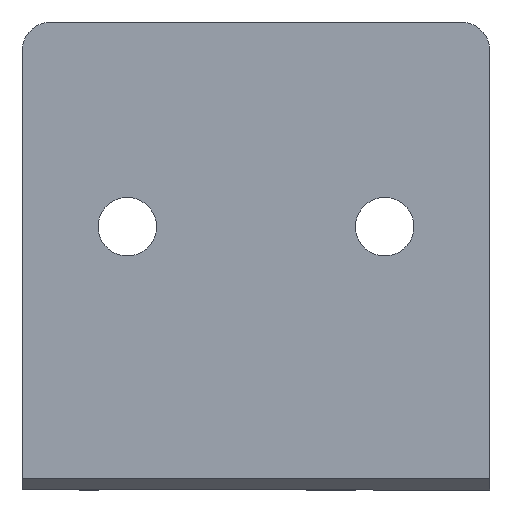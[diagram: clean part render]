
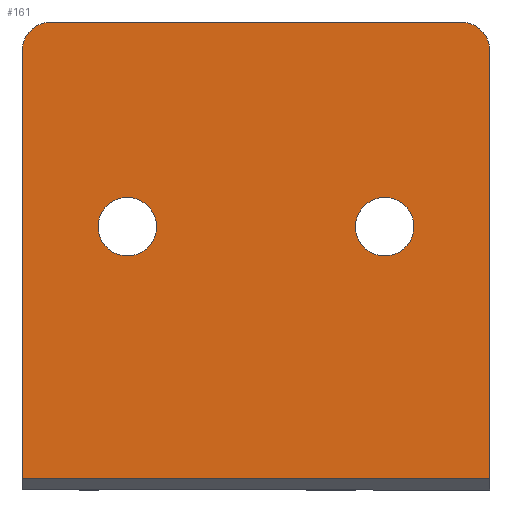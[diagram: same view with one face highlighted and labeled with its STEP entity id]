
A CAD part, front view. The second image highlights one B-rep face of the part: STEP entity #161.
In plain terms, the highlighted planar face has unit normal (0, -1, 0).
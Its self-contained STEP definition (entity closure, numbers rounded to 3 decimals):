
#161=ADVANCED_FACE('',(#697,#699,#701),#703,.T.);
#697=FACE_BOUND('',#698,.T.);
#698=EDGE_LOOP('',(#1387,#1388,#1389,#1390,#1391,#1392));
#699=FACE_BOUND('',#700,.T.);
#700=EDGE_LOOP('',(#1393));
#701=FACE_BOUND('',#702,.T.);
#702=EDGE_LOOP('',(#1394));
#703=PLANE('',#704);
#704=AXIS2_PLACEMENT_3D('',#705,#706,#707);
#705=CARTESIAN_POINT('',(0.,0.,40.));
#706=DIRECTION('',(0.,-1.,0.));
#707=DIRECTION('',(0.,0.,-1.));
#1387=ORIENTED_EDGE('',*,*,#1630,.F.);
#1388=ORIENTED_EDGE('',*,*,#1620,.T.);
#1389=ORIENTED_EDGE('',*,*,#1631,.T.);
#1390=ORIENTED_EDGE('',*,*,#1611,.F.);
#1391=ORIENTED_EDGE('',*,*,#1632,.F.);
#1392=ORIENTED_EDGE('',*,*,#1633,.F.);
#1393=ORIENTED_EDGE('',*,*,#1634,.T.);
#1394=ORIENTED_EDGE('',*,*,#1635,.T.);
#1611=EDGE_CURVE('',#1778,#1780,#1781,.T.);
#1620=EDGE_CURVE('',#1795,#1793,#1796,.T.);
#1630=EDGE_CURVE('',#1795,#1814,#1815,.F.);
#1631=EDGE_CURVE('',#1793,#1780,#1816,.T.);
#1632=EDGE_CURVE('',#1817,#1778,#1818,.F.);
#1633=EDGE_CURVE('',#1814,#1817,#1819,.T.);
#1634=EDGE_CURVE('',#1820,#1820,#1821,.T.);
#1635=EDGE_CURVE('',#1822,#1822,#1823,.T.);
#1778=VERTEX_POINT('',#2078);
#1780=VERTEX_POINT('',#2082);
#1781=LINE('',#2083,#2084);
#1793=VERTEX_POINT('',#2111);
#1795=VERTEX_POINT('',#2115);
#1796=LINE('',#2116,#2117);
#1814=VERTEX_POINT('',#2156);
#1815=CIRCLE('',#2157,2.5);
#1816=LINE('',#2161,#2162);
#1817=VERTEX_POINT('',#2164);
#1818=CIRCLE('',#2165,2.5);
#1819=LINE('',#2169,#2170);
#1820=VERTEX_POINT('',#2172);
#1821=CIRCLE('',#2173,2.5);
#1822=VERTEX_POINT('',#2177);
#1823=CIRCLE('',#2178,2.5);
#2078=CARTESIAN_POINT('',(40.,0.,37.5));
#2082=CARTESIAN_POINT('',(40.,0.,1.));
#2083=CARTESIAN_POINT('',(40.,0.,37.5));
#2084=VECTOR('',#2085,1.);
#2085=DIRECTION('',(0.,0.,-1.));
#2111=CARTESIAN_POINT('',(0.,0.,1.));
#2115=CARTESIAN_POINT('',(0.,0.,37.5));
#2116=CARTESIAN_POINT('',(0.,0.,37.5));
#2117=VECTOR('',#2118,1.);
#2118=DIRECTION('',(0.,0.,-1.));
#2156=CARTESIAN_POINT('',(2.5,0.,40.));
#2157=AXIS2_PLACEMENT_3D('',#2158,#2159,#2160);
#2158=CARTESIAN_POINT('',(2.5,0.,37.5));
#2159=DIRECTION('',(0.,-1.,0.));
#2160=DIRECTION('',(0.,0.,1.));
#2161=CARTESIAN_POINT('',(0.,0.,1.));
#2162=VECTOR('',#2163,1.);
#2163=DIRECTION('',(1.,0.,0.));
#2164=CARTESIAN_POINT('',(37.5,0.,40.));
#2165=AXIS2_PLACEMENT_3D('',#2166,#2167,#2168);
#2166=CARTESIAN_POINT('',(37.5,0.,37.5));
#2167=DIRECTION('',(0.,-1.,0.));
#2168=DIRECTION('',(1.,0.,0.));
#2169=CARTESIAN_POINT('',(2.5,0.,40.));
#2170=VECTOR('',#2171,1.);
#2171=DIRECTION('',(1.,0.,0.));
#2172=CARTESIAN_POINT('',(28.5,0.,22.5));
#2173=AXIS2_PLACEMENT_3D('',#2174,#2175,#2176);
#2174=CARTESIAN_POINT('',(31.,0.,22.5));
#2175=DIRECTION('',(0.,1.,0.));
#2176=DIRECTION('',(-1.,0.,0.));
#2177=CARTESIAN_POINT('',(6.5,0.,22.5));
#2178=AXIS2_PLACEMENT_3D('',#2179,#2180,#2181);
#2179=CARTESIAN_POINT('',(9.,0.,22.5));
#2180=DIRECTION('',(0.,1.,0.));
#2181=DIRECTION('',(-1.,0.,0.));
